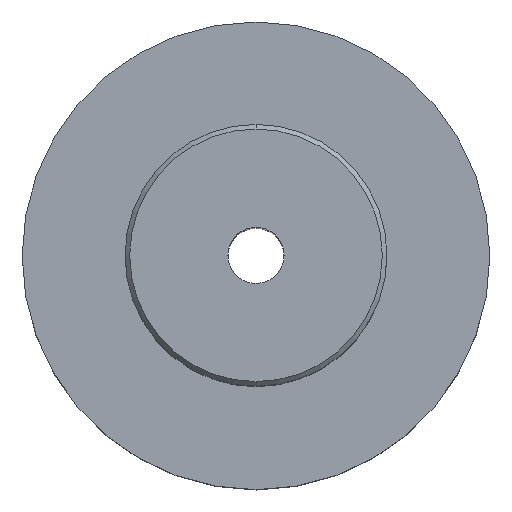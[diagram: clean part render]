
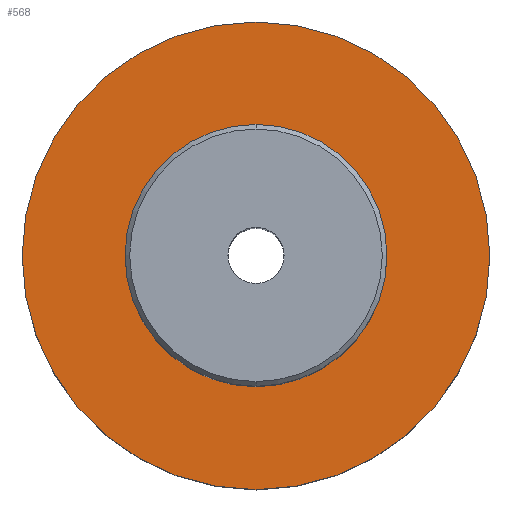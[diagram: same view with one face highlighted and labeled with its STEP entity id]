
A CAD part, top view. The second image highlights one B-rep face of the part: STEP entity #568.
In plain terms, the highlighted planar face has unit normal (0, 0, 1).
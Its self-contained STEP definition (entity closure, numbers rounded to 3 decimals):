
#175=CARTESIAN_POINT('',(0.,0.,0.));
#176=DIRECTION('',(0.,0.,-1.));
#177=DIRECTION('',(0.,1.,0.));
#178=AXIS2_PLACEMENT_3D('',#175,#176,#177);
#183=CARTESIAN_POINT('',(0.,0.,0.));
#184=DIRECTION('',(0.,0.,1.));
#185=DIRECTION('',(0.,1.,0.));
#186=AXIS2_PLACEMENT_3D('',#183,#184,#185);
#199=CARTESIAN_POINT('',(0.,0.,0.));
#200=DIRECTION('',(0.,0.,1.));
#201=DIRECTION('',(0.,1.,0.));
#202=AXIS2_PLACEMENT_3D('',#199,#200,#201);
#268=CARTESIAN_POINT('',(0.,0.,0.));
#269=DIRECTION('',(0.,0.,-1.));
#270=DIRECTION('',(0.,1.,0.));
#271=AXIS2_PLACEMENT_3D('',#268,#269,#270);
#343=CARTESIAN_POINT('',(0.,14.,0.));
#344=CARTESIAN_POINT('',(0.,-14.,0.));
#345=VERTEX_POINT('',#343);
#346=VERTEX_POINT('',#344);
#371=CARTESIAN_POINT('',(0.,25.,0.));
#372=VERTEX_POINT('',#371);
#381=CARTESIAN_POINT('',(0.,-25.,0.));
#382=VERTEX_POINT('',#381);
#553=CARTESIAN_POINT('',(0.,0.,0.));
#554=DIRECTION('',(0.,0.,1.));
#555=DIRECTION('',(0.,1.,0.));
#556=AXIS2_PLACEMENT_3D('',#553,#554,#555);
#557=PLANE('',#556);
#558=ORIENTED_EDGE('',*,*,#535,.T.);
#559=ORIENTED_EDGE('',*,*,#546,.F.);
#560=EDGE_LOOP('',(#558,#559));
#561=FACE_OUTER_BOUND('',#560,.F.);
#563=ORIENTED_EDGE('',*,*,#562,.T.);
#565=ORIENTED_EDGE('',*,*,#564,.F.);
#566=EDGE_LOOP('',(#563,#565));
#567=FACE_BOUND('',#566,.F.);
#179=CIRCLE('',#178,25.);
#187=CIRCLE('',#186,25.);
#203=CIRCLE('',#202,14.);
#272=CIRCLE('',#271,14.);
#535=EDGE_CURVE('',#372,#382,#179,.T.);
#546=EDGE_CURVE('',#372,#382,#187,.T.);
#562=EDGE_CURVE('',#345,#346,#203,.T.);
#564=EDGE_CURVE('',#345,#346,#272,.T.);
#568=ADVANCED_FACE('',(#561,#567),#557,.T.);
